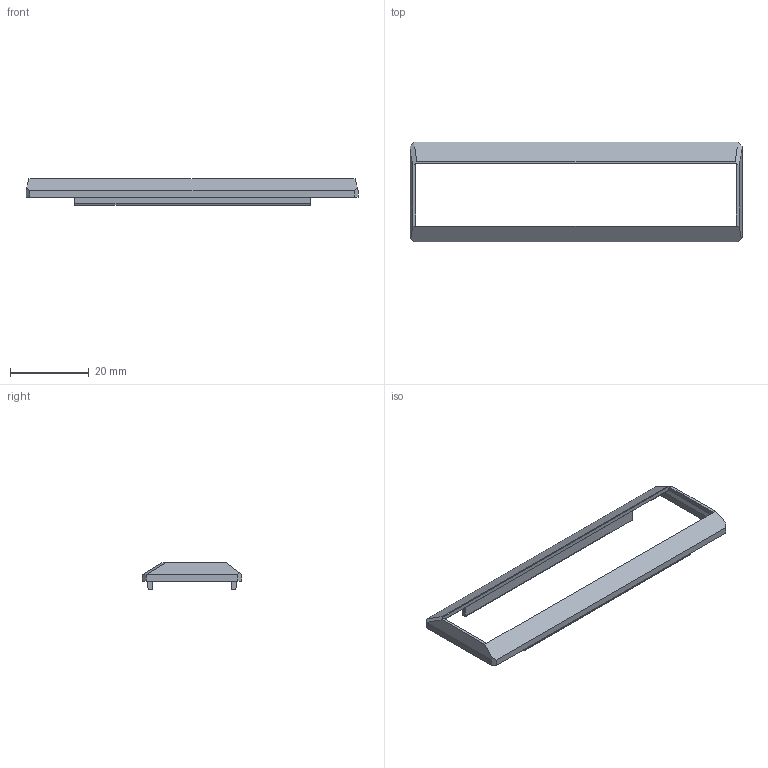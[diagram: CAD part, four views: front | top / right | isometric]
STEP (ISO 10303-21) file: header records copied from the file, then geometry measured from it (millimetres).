
FILE_DESCRIPTION (( 'STEP AP203' ), '1' );
FILE_NAME ('VFD.裔啣.STEP', '2023-03-09T14:09:43', ( '' ), ( '' ), 'SwSTEP 2.0', 'SolidWorks 2021', '' );
FILE_SCHEMA (( 'CONFIG_CONTROL_DESIGN' ));
Length unit declared in the file: millimetre
Products named in the file (1): VFD.裔啣
Bounding box: 84.5 x 25.4 x 6.7 mm (x, y, z)
Volume: 1935.8 mm3; surface area: 3531.5 mm2
Topology: 1 solids, 1 shells, 65 faces, 176 edges, 112 vertices
Faces by surface type: plane 53, cylinder 12
Entity records: 2076 total; most frequent: CARTESIAN_POINT 393, ORIENTED_EDGE 352, DIRECTION 307, EDGE_CURVE 176, LINE 151, VECTOR 151, VERTEX_POINT 112, AXIS2_PLACEMENT_3D 78
